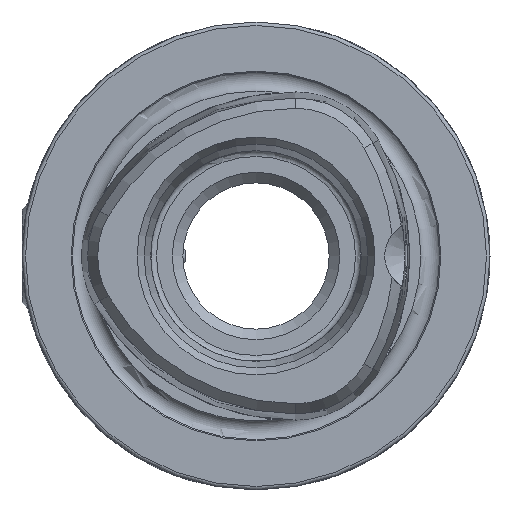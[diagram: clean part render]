
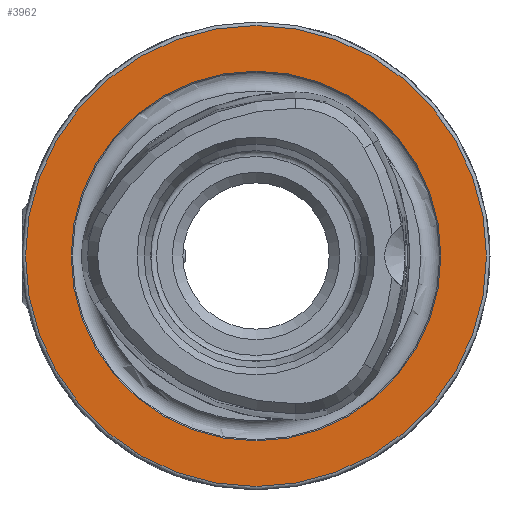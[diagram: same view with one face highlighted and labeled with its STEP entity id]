
A CAD part, left-side view. The second image highlights one B-rep face of the part: STEP entity #3962.
In plain terms, the highlighted planar face has unit normal (-1, 0, 0).
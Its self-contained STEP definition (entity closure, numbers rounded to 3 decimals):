
#44 = CIRCLE ( 'NONE', #1999, 19.7 ) ;
#65 = FACE_BOUND ( 'NONE', #3173, .T. ) ;
#148 = ORIENTED_EDGE ( 'NONE', *, *, #2552, .F. ) ;
#175 = DIRECTION ( 'NONE',  ( 1., 0., 0. ) ) ;
#369 = DIRECTION ( 'NONE',  ( 0., 0., 1. ) ) ;
#594 = ORIENTED_EDGE ( 'NONE', *, *, #2270, .T. ) ;
#600 = CARTESIAN_POINT ( 'NONE',  ( 0., 0., 0. ) ) ;
#1305 = PLANE ( 'NONE',  #3049 ) ;
#1447 = CARTESIAN_POINT ( 'NONE',  ( 0., 0., 0. ) ) ;
#1667 = DIRECTION ( 'NONE',  ( 0., 0., 1. ) ) ;
#1696 = DIRECTION ( 'NONE',  ( -1., 0., 0. ) ) ;
#1910 = CARTESIAN_POINT ( 'NONE',  ( 0., 0., 15.8 ) ) ;
#1999 = AXIS2_PLACEMENT_3D ( 'NONE', #1447, #2994, #369 ) ;
#2102 = DIRECTION ( 'NONE',  ( 0., 0., -1. ) ) ;
#2270 = EDGE_CURVE ( 'NONE', #4478, #4478, #44, .T. ) ;
#2341 = EDGE_LOOP ( 'NONE', ( #594 ) ) ;
#2539 = FACE_OUTER_BOUND ( 'NONE', #2341, .T. ) ;
#2552 = EDGE_CURVE ( 'NONE', #3308, #3308, #4297, .T. ) ;
#2994 = DIRECTION ( 'NONE',  ( -1., 0., 0. ) ) ;
#3049 = AXIS2_PLACEMENT_3D ( 'NONE', #3559, #175, #2102 ) ;
#3173 = EDGE_LOOP ( 'NONE', ( #148 ) ) ;
#3301 = AXIS2_PLACEMENT_3D ( 'NONE', #600, #1696, #1667 ) ;
#3308 = VERTEX_POINT ( 'NONE', #1910 ) ;
#3396 = CARTESIAN_POINT ( 'NONE',  ( 0., 0., 19.7 ) ) ;
#3559 = CARTESIAN_POINT ( 'NONE',  ( 0., 15.8, 0. ) ) ;
#3962 = ADVANCED_FACE ( 'NONE', ( #65, #2539 ), #1305, .F. ) ;
#4297 = CIRCLE ( 'NONE', #3301, 15.8 ) ;
#4478 = VERTEX_POINT ( 'NONE', #3396 ) ;
